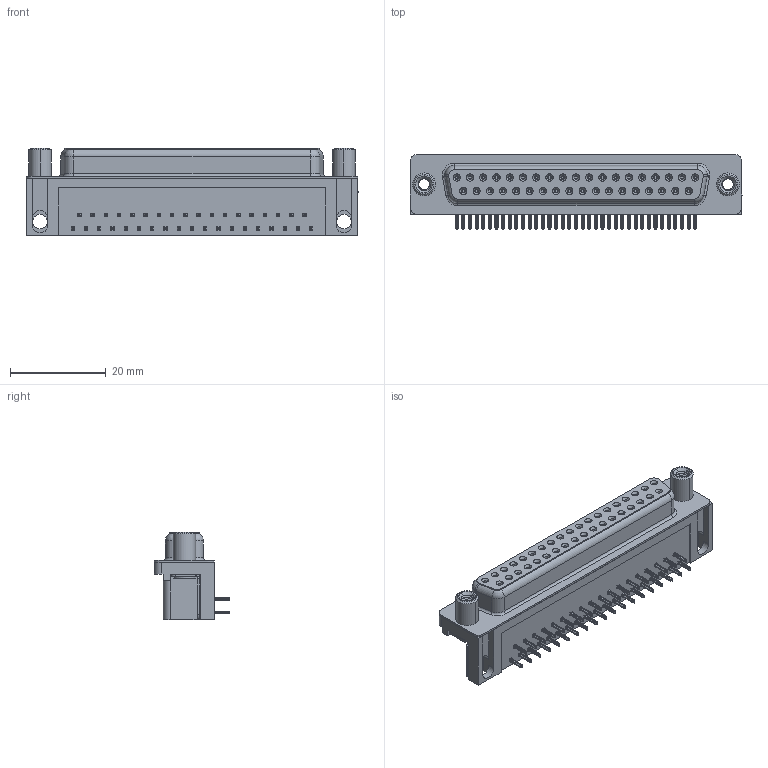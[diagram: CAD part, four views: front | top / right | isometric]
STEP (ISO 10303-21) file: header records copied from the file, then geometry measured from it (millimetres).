
FILE_DESCRIPTION (( 'STEP AP203' ), '1' );
FILE_NAME ('622-037-368-510.STEP', '2019-11-20T08:07:51', ( '' ), ( '' ), 'SwSTEP 2.0', 'SolidWorks 2016', '' );
FILE_SCHEMA (( 'CONFIG_CONTROL_DESIGN' ));
Length unit declared in the file: millimetre
Products named in the file (7): 622 Thru Hole Board Mount; 622 Shell_37 Socket; 622 Housing_37 Socket; 622-037-368-510; 622 Round Threaded Standoff; 622 Socket Bottom; 622 Contact Top
Assembly tree (43 placements, depth 2):
  622-037-368-510
    622 Housing_37 Socket
    622 Shell_37 Socket
    622 Socket Bottom  x18
    622 Contact Top  x19
    622 Thru Hole Board Mount  x2
    622 Round Threaded Standoff  x2
Bounding box: 69.4 x 15.73 x 18.2 mm (x, y, z)
Volume: 10543.3 mm3; surface area: 12871.4 mm2
Topology: 43 solids, 43 shells, 5554 faces, 14592 edges, 9148 vertices
Faces by surface type: plane 2494, cylinder 1306, bspline 1276, cone 456, torus 22
Entity records: 36404 total; most frequent: CARTESIAN_POINT 10767, ORIENTED_EDGE 5026, DIRECTION 4690, EDGE_CURVE 2513, VECTOR 1694, LINE 1694, VERTEX_POINT 1610, AXIS2_PLACEMENT_3D 1498
